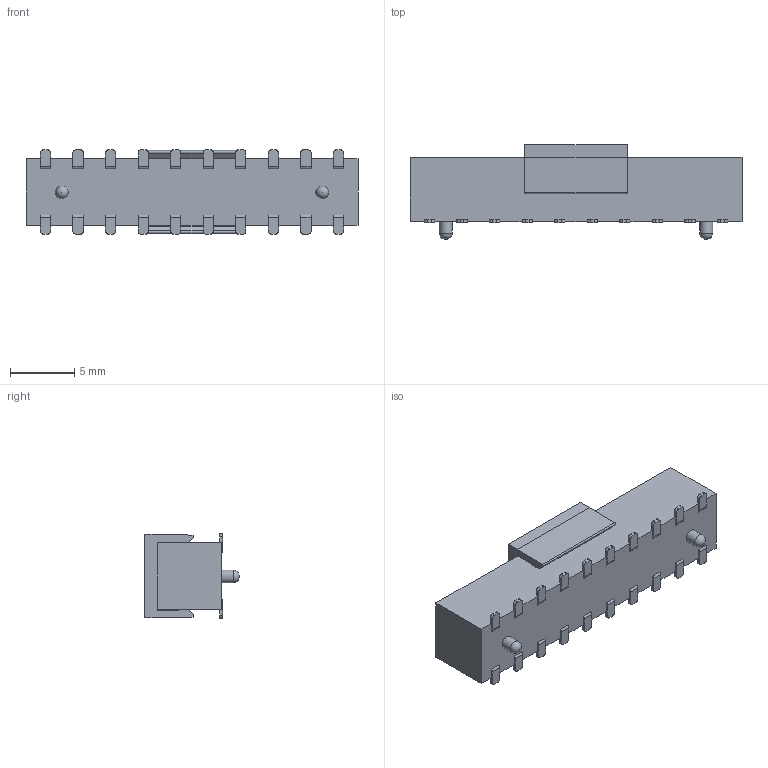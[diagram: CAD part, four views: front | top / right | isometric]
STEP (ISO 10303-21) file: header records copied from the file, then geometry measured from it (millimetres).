
FILE_DESCRIPTION( ('This file contains a STEP AP42 implementation' ,'as created by ZW3D STEP Interface translator.') ,'2;1' );
FILE_NAME( '2150-220MXXCUNX2.stp' ,'23 428.172311', (''), ('ZWCAD Software Co.'), 'Version 1.0', 'ZW3D to STEP translator', '' );
FILE_SCHEMA(('AUTOMOTIVE_DESIGN { 1 0 10303 214 1 1 1 1 }'));
Length unit declared in the file: millimetre
Products named in the file (2): 0; 2150-220MXXCUNX2001
Bounding box: 25.9 x 7.4 x 6.6 mm (x, y, z)
Volume: 35.8 mm3; surface area: 1725.3 mm2
Topology: 4 solids, 6 shells, 1493 faces, 4390 edges, 2856 vertices
Faces by surface type: plane 1017, bspline 282, cylinder 192, sphere 2
Full cylindrical faces by diameter (mm): 1 x2
Entity records: 69156 total; most frequent: CARTESIAN_POINT 36456, ORIENTED_EDGE 8791, EDGE_CURVE 4388, B_SPLINE_CURVE_WITH_KNOTS 3692, DIRECTION 3138, VERTEX_POINT 2856, EDGE_LOOP 1529, FACE_OUTER_BOUND 1493
